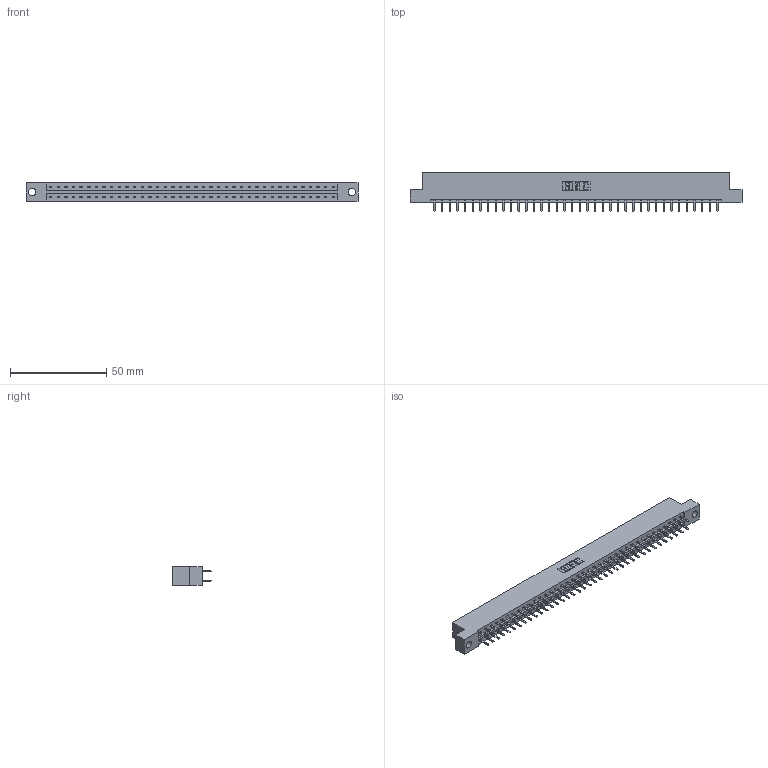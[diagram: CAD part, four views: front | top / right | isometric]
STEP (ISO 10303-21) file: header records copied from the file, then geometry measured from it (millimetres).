
FILE_DESCRIPTION (( 'STEP AP203' ), '1' );
FILE_NAME ('833-076-520-204.STEP', '2020-06-05T17:49:32', ( '' ), ( '' ), 'SwSTEP 2.0', 'SolidWorks 2020', '' );
FILE_SCHEMA (( 'CONFIG_CONTROL_DESIGN' ));
Length unit declared in the file: inch
Products named in the file (3): 345-292-001_345-293-120; 833-076-520-204; 833 Part_Flush - .156 Dia - TH
Assembly tree (77 placements, depth 2):
  833-076-520-204
    833 Part_Flush - .156 Dia - TH
    345-292-001_345-293-120  x76
Bounding box: 172.11 x 20.02 x 9.4 mm (x, y, z)
Volume: 17412.8 mm3; surface area: 20254.2 mm2
Topology: 77 solids, 77 shells, 4370 faces, 12699 edges, 8262 vertices
Faces by surface type: plane 2958, cylinder 1412
Entity records: 25081 total; most frequent: CARTESIAN_POINT 4174, ORIENTED_EDGE 4098, DIRECTION 3561, EDGE_CURVE 2049, VECTOR 1917, LINE 1917, VERTEX_POINT 1362, AXIS2_PLACEMENT_3D 822
